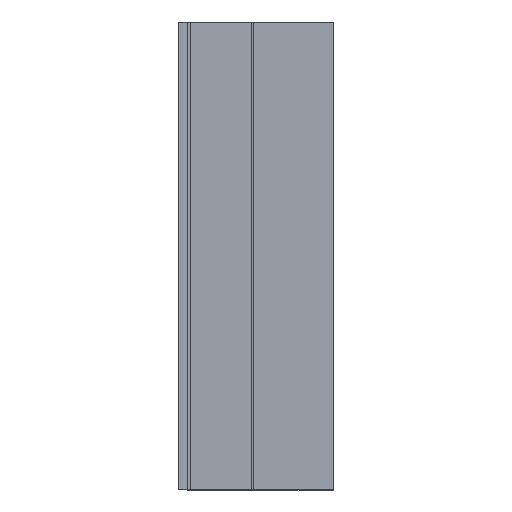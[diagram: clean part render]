
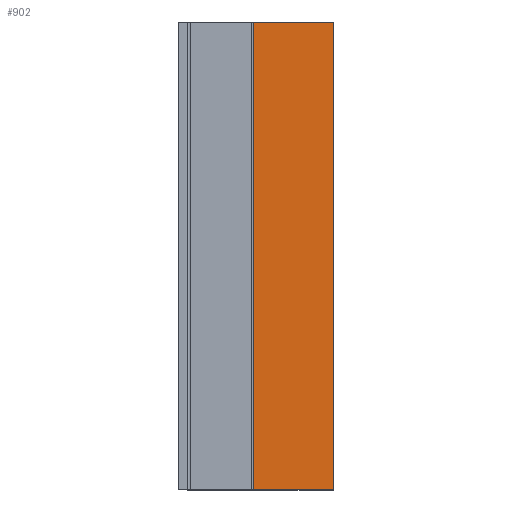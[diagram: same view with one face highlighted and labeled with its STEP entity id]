
A CAD part, top view. The second image highlights one B-rep face of the part: STEP entity #902.
In plain terms, the highlighted planar face has unit normal (0, 0, 1).
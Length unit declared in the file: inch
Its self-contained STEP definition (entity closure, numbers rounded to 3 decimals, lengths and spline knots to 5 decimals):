
#841=CARTESIAN_POINT('',(0.97,-3.355,-0.49));
#842=VERTEX_POINT('',#841);
#849=CARTESIAN_POINT('',(0.97,2.645,-0.49));
#850=VERTEX_POINT('',#849);
#851=CARTESIAN_POINT('',(0.97,-0.355,-0.49));
#852=DIRECTION('',(0.,-1.,0.));
#853=VECTOR('',#852,1.);
#854=LINE('',#851,#853);
#855=EDGE_CURVE('',#850,#842,#854,.T.);
#872=CARTESIAN_POINT('',(2.,-3.355,-0.49));
#873=VERTEX_POINT('',#872);
#874=CARTESIAN_POINT('',(0.97,-3.355,-0.49));
#875=DIRECTION('',(1.,0.,0.));
#876=VECTOR('',#875,1.);
#877=LINE('',#874,#876);
#878=EDGE_CURVE('',#842,#873,#877,.T.);
#879=ORIENTED_EDGE('',*,*,#878,.T.);
#880=CARTESIAN_POINT('',(2.,2.645,-0.49));
#881=VERTEX_POINT('',#880);
#882=CARTESIAN_POINT('',(2.,-0.355,-0.49));
#883=DIRECTION('',(0.,1.,0.));
#884=VECTOR('',#883,1.);
#885=LINE('',#882,#884);
#886=EDGE_CURVE('',#873,#881,#885,.T.);
#887=ORIENTED_EDGE('',*,*,#886,.T.);
#888=CARTESIAN_POINT('',(0.97,2.645,-0.49));
#889=DIRECTION('',(-1.,0.,0.));
#890=VECTOR('',#889,1.);
#891=LINE('',#888,#890);
#892=EDGE_CURVE('',#881,#850,#891,.T.);
#893=ORIENTED_EDGE('',*,*,#892,.T.);
#894=ORIENTED_EDGE('',*,*,#855,.T.);
#895=EDGE_LOOP('',(#879,#887,#893,#894));
#896=FACE_OUTER_BOUND('',#895,.T.);
#897=CARTESIAN_POINT('',(1.485,-0.355,-0.49));
#898=DIRECTION('',(0.,0.,1.));
#899=DIRECTION('',(-1.,0.,0.));
#900=AXIS2_PLACEMENT_3D('',#897,#898,#899);
#901=PLANE('',#900);
#902=ADVANCED_FACE('',(#896),#901,.T.);
